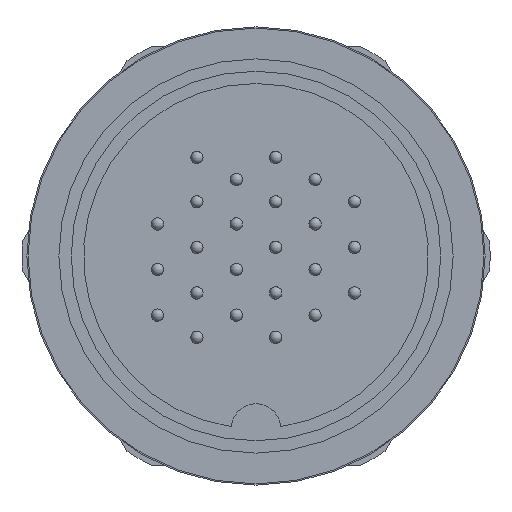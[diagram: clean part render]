
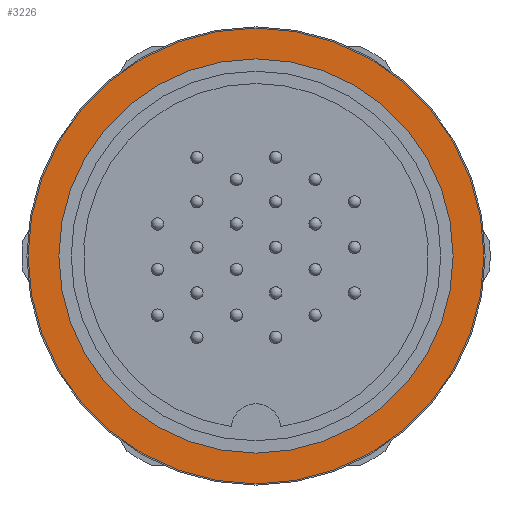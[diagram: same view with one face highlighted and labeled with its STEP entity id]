
A CAD part, front view. The second image highlights one B-rep face of the part: STEP entity #3226.
In plain terms, the highlighted planar face has unit normal (0, -1, 0).
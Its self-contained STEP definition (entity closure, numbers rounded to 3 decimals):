
#355=CARTESIAN_POINT('',(0.0,-24.2,9.25));
#356=VERTEX_POINT('',#355);
#365=CARTESIAN_POINT('',(0.,-24.2,-9.25));
#366=VERTEX_POINT('',#365);
#367=CARTESIAN_POINT('',(0.0,-24.2,0.0));
#368=DIRECTION('',(0.0,1.0,0.0));
#369=DIRECTION('',(0.0,0.0,1.0));
#370=AXIS2_PLACEMENT_3D('',#367,#368,#369);
#371=CIRCLE('',#370,9.25);
#372=EDGE_CURVE('',#356,#366,#371,.T.);
#399=CARTESIAN_POINT('',(0.0,-24.2,8.0));
#400=VERTEX_POINT('',#399);
#416=CARTESIAN_POINT('',(0.,-24.2,-8.0));
#417=VERTEX_POINT('',#416);
#424=CARTESIAN_POINT('',(0.0,-24.2,0.0));
#425=DIRECTION('',(0.0,1.0,0.0));
#426=DIRECTION('',(0.0,0.0,1.0));
#427=AXIS2_PLACEMENT_3D('',#424,#425,#426);
#428=CIRCLE('',#427,8.0);
#429=EDGE_CURVE('',#400,#417,#428,.T.);
#3195=CARTESIAN_POINT('',(0.0,-24.2,0.0));
#3196=DIRECTION('',(0.0,1.0,0.0));
#3197=DIRECTION('',(0.0,0.0,1.0));
#3198=AXIS2_PLACEMENT_3D('',#3195,#3196,#3197);
#3199=CIRCLE('',#3198,8.0);
#3200=EDGE_CURVE('',#417,#400,#3199,.T.);
#3207=CARTESIAN_POINT('',(0.0,-24.2,8.625));
#3208=DIRECTION('',(0.0,-1.0,0.0));
#3209=DIRECTION('',(0.0,0.0,-1.0));
#3210=AXIS2_PLACEMENT_3D('',#3207,#3208,#3209);
#3211=PLANE('',#3210);
#3212=ORIENTED_EDGE('',*,*,#372,.F.);
#3213=CARTESIAN_POINT('',(0.0,-24.2,0.0));
#3214=DIRECTION('',(0.0,1.0,0.0));
#3215=DIRECTION('',(0.0,0.0,1.0));
#3216=AXIS2_PLACEMENT_3D('',#3213,#3214,#3215);
#3217=CIRCLE('',#3216,9.25);
#3218=EDGE_CURVE('',#366,#356,#3217,.T.);
#3219=ORIENTED_EDGE('',*,*,#3218,.F.);
#3220=EDGE_LOOP('',(#3212,#3219));
#3221=FACE_OUTER_BOUND('',#3220,.T.);
#3222=ORIENTED_EDGE('',*,*,#429,.T.);
#3223=ORIENTED_EDGE('',*,*,#3200,.T.);
#3224=EDGE_LOOP('',(#3222,#3223));
#3225=FACE_BOUND('',#3224,.T.);
#3226=ADVANCED_FACE('',(#3221,#3225),#3211,.T.);
